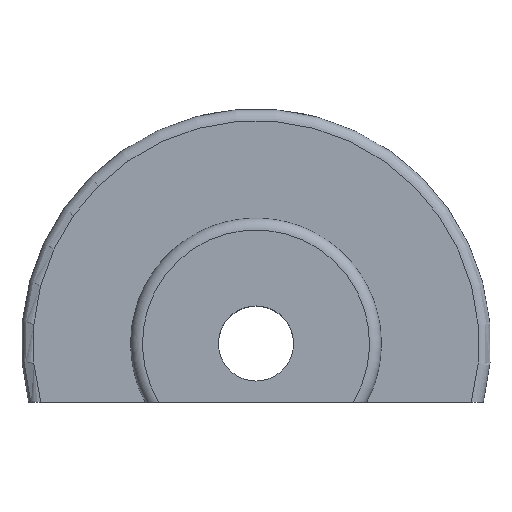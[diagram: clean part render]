
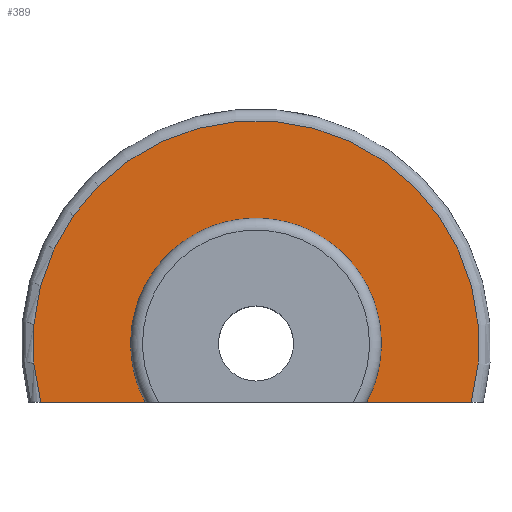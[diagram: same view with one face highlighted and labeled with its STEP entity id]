
A CAD part, top view. The second image highlights one B-rep face of the part: STEP entity #389.
In plain terms, the highlighted planar face has unit normal (0, 0, 1).
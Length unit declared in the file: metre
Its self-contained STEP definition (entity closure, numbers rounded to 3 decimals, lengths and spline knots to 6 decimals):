
#61=CIRCLE('',#436,0.003423);
#62=CIRCLE('',#437,0.0095);
#93=ORIENTED_EDGE('',*,*,#213,.F.);
#94=ORIENTED_EDGE('',*,*,#214,.T.);
#95=ORIENTED_EDGE('',*,*,#215,.F.);
#96=ORIENTED_EDGE('',*,*,#216,.T.);
#213=EDGE_CURVE('',#273,#274,#301,.T.);
#214=EDGE_CURVE('',#273,#275,#61,.F.);
#215=EDGE_CURVE('',#276,#275,#302,.T.);
#216=EDGE_CURVE('',#276,#274,#62,.T.);
#273=VERTEX_POINT('',#613);
#274=VERTEX_POINT('',#614);
#275=VERTEX_POINT('',#616);
#276=VERTEX_POINT('',#618);
#301=LINE('',#612,#315);
#302=LINE('',#617,#316);
#315=VECTOR('',#500,1.);
#316=VECTOR('',#503,1.);
#328=EDGE_LOOP('',(#93,#94,#95,#96));
#356=FACE_BOUND('',#328,.T.);
#381=PLANE('',#435);
#389=ADVANCED_FACE('',(#356),#381,.T.);
#435=AXIS2_PLACEMENT_3D('',#611,#498,#499);
#436=AXIS2_PLACEMENT_3D('',#615,#501,#502);
#437=AXIS2_PLACEMENT_3D('',#619,#504,#505);
#498=DIRECTION('',(0.,0.,1.));
#499=DIRECTION('',(1.,0.,0.));
#500=DIRECTION('',(-1.,0.,0.));
#501=DIRECTION('',(0.,0.,1.));
#502=DIRECTION('',(1.,0.,0.));
#503=DIRECTION('',(-1.,0.,0.));
#504=DIRECTION('',(0.,0.,1.));
#505=DIRECTION('',(1.,0.,0.));
#611=CARTESIAN_POINT('',(0.,0.,0.002));
#612=CARTESIAN_POINT('',(0.,-0.0025,0.002));
#613=CARTESIAN_POINT('',(-0.002338,-0.0025,0.002));
#614=CARTESIAN_POINT('',(-0.009165,-0.0025,0.002));
#615=CARTESIAN_POINT('',(0.,0.,0.002));
#616=CARTESIAN_POINT('',(0.002338,-0.0025,0.002));
#617=CARTESIAN_POINT('',(0.,-0.0025,0.002));
#618=CARTESIAN_POINT('',(0.009165,-0.0025,0.002));
#619=CARTESIAN_POINT('',(0.,0.,0.002));
